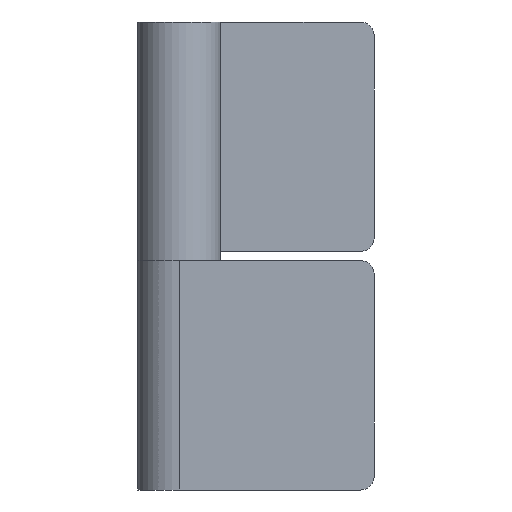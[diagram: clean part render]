
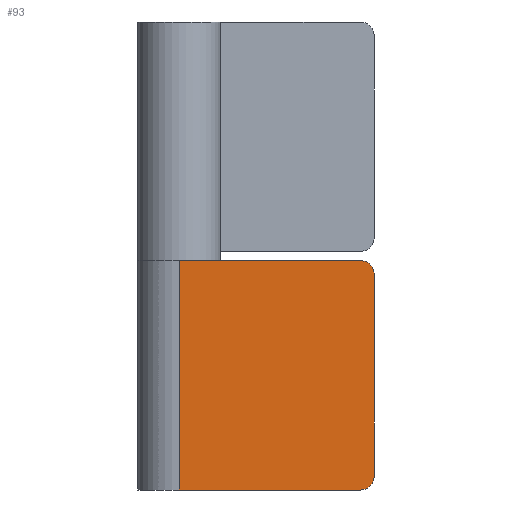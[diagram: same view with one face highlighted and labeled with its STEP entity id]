
A CAD part, front view. The second image highlights one B-rep face of the part: STEP entity #93.
In plain terms, the highlighted planar face has unit normal (0, -1, 0).
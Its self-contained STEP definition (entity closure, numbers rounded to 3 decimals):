
#93=ADVANCED_FACE('',(#192),#193,.T.);
#192=FACE_OUTER_BOUND('',#296,.T.);
#193=PLANE('',#297);
#296=EDGE_LOOP('',(#506,#507,#508,#509,#510,#511));
#297=AXIS2_PLACEMENT_3D('',#512,#513,#514);
#506=ORIENTED_EDGE('',*,*,#684,.T.);
#507=ORIENTED_EDGE('',*,*,#666,.F.);
#508=ORIENTED_EDGE('',*,*,#660,.T.);
#509=ORIENTED_EDGE('',*,*,#685,.T.);
#510=ORIENTED_EDGE('',*,*,#682,.T.);
#511=ORIENTED_EDGE('',*,*,#686,.F.);
#512=CARTESIAN_POINT('',(42.5,-10.0,-1.0));
#513=DIRECTION('',(0.0,-1.0,0.0));
#514=DIRECTION('',(-1.0,0.0,0.0));
#660=EDGE_CURVE('',#793,#790,#794,.T.);
#666=EDGE_CURVE('',#793,#800,#803,.T.);
#682=EDGE_CURVE('',#822,#824,#826,.T.);
#684=EDGE_CURVE('',#828,#800,#829,.T.);
#685=EDGE_CURVE('',#790,#822,#830,.T.);
#686=EDGE_CURVE('',#828,#824,#831,.T.);
#790=VERTEX_POINT('',#968);
#793=VERTEX_POINT('',#972);
#794=CIRCLE('',#973,3.0);
#800=VERTEX_POINT('',#980);
#803=LINE('',#985,#986);
#822=VERTEX_POINT('',#1013);
#824=VERTEX_POINT('',#1015);
#826=LINE('',#1017,#1018);
#828=VERTEX_POINT('',#1020);
#829=CIRCLE('',#1021,3.0);
#830=LINE('',#1022,#1023);
#831=LINE('',#1024,#1025);
#968=CARTESIAN_POINT('',(39.5,-10.0,-1.0));
#972=CARTESIAN_POINT('',(42.5,-10.0,-4.0));
#973=AXIS2_PLACEMENT_3D('',#1129,#1130,#1131);
#980=CARTESIAN_POINT('',(42.5,-10.0,-48.0));
#985=CARTESIAN_POINT('',(42.5,-10.0,-4.0));
#986=VECTOR('',#1138,44.0);
#1013=CARTESIAN_POINT('',(0.0,-10.0,-1.0));
#1015=CARTESIAN_POINT('',(0.0,-10.0,-51.0));
#1017=CARTESIAN_POINT('',(0.0,-10.0,-1.0));
#1018=VECTOR('',#1156,50.0);
#1020=CARTESIAN_POINT('',(39.5,-10.0,-51.0));
#1021=AXIS2_PLACEMENT_3D('',#1157,#1158,#1159);
#1022=CARTESIAN_POINT('',(39.5,-10.0,-1.0));
#1023=VECTOR('',#1160,39.5);
#1024=CARTESIAN_POINT('',(39.5,-10.0,-51.0));
#1025=VECTOR('',#1161,39.5);
#1129=CARTESIAN_POINT('',(39.5,-10.0,-4.0));
#1130=DIRECTION('',(0.0,-1.0,0.0));
#1131=DIRECTION('',(1.0,0.0,0.0));
#1138=DIRECTION('',(0.0,0.0,-1.0));
#1156=DIRECTION('',(0.0,0.0,-1.0));
#1157=CARTESIAN_POINT('',(39.5,-10.0,-48.0));
#1158=DIRECTION('',(0.0,-1.0,0.0));
#1159=DIRECTION('',(0.0,0.0,-1.0));
#1160=DIRECTION('',(-1.0,0.0,0.0));
#1161=DIRECTION('',(-1.0,0.0,0.0));
